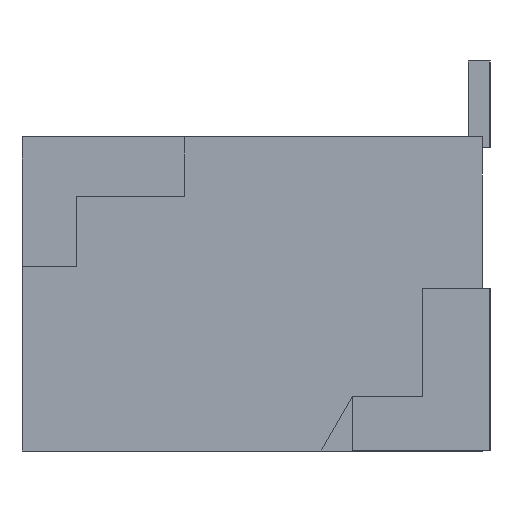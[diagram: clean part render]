
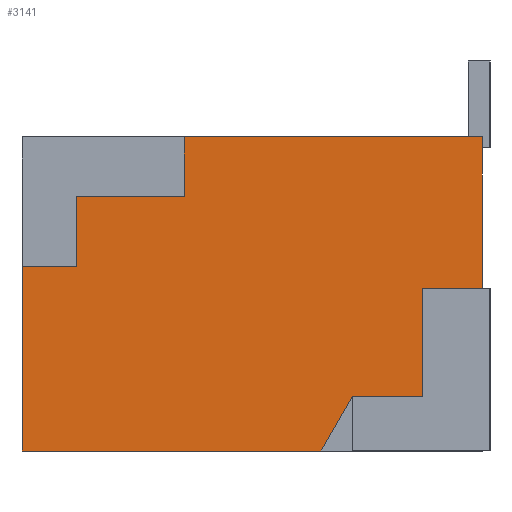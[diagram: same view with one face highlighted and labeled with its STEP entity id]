
A CAD part, left-side view. The second image highlights one B-rep face of the part: STEP entity #3141.
In plain terms, the highlighted planar face has unit normal (-1, 0, 0).
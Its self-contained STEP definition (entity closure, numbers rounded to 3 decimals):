
#36 = CARTESIAN_POINT ( 'NONE',  ( -7., 0.07, 0.05 ) ) ;
#49 = VERTEX_POINT ( 'NONE', #1325 ) ;
#81 = VERTEX_POINT ( 'NONE', #6440 ) ;
#85 = EDGE_LOOP ( 'NONE', ( #4803, #1756, #2161, #3799, #2457, #2130, #5937, #1570, #5991, #430, #4319, #2652 ) ) ;
#101 = DIRECTION ( 'NONE',  ( 0., 0., 1. ) ) ;
#105 = AXIS2_PLACEMENT_3D ( 'NONE', #4037, #6697, #951 ) ;
#168 = VECTOR ( 'NONE', #2858, 1000. ) ;
#173 = CARTESIAN_POINT ( 'NONE',  ( -7., 4.32, -1.45 ) ) ;
#192 = DIRECTION ( 'NONE',  ( 0., 1., 0. ) ) ;
#195 = DIRECTION ( 'NONE',  ( 0., 0., 1. ) ) ;
#377 = VECTOR ( 'NONE', #663, 1000. ) ;
#399 = CARTESIAN_POINT ( 'NONE',  ( -7., 4.32, -1.45 ) ) ;
#430 = ORIENTED_EDGE ( 'NONE', *, *, #5347, .T. ) ;
#550 = CARTESIAN_POINT ( 'NONE',  ( -7., 1.559, -1.45 ) ) ;
#599 = CARTESIAN_POINT ( 'NONE',  ( -7., 0.07, 1.45 ) ) ;
#614 = LINE ( 'NONE', #3087, #5021 ) ;
#663 = DIRECTION ( 'NONE',  ( 0., -0.5, 0.866 ) ) ;
#834 = VECTOR ( 'NONE', #2476, 1000. ) ;
#951 = DIRECTION ( 'NONE',  ( 0., 0., -1. ) ) ;
#1010 = VECTOR ( 'NONE', #101, 1000. ) ;
#1038 = VERTEX_POINT ( 'NONE', #5531 ) ;
#1075 = VECTOR ( 'NONE', #192, 1000. ) ;
#1325 = CARTESIAN_POINT ( 'NONE',  ( -7., 1.27, -0.95 ) ) ;
#1337 = CARTESIAN_POINT ( 'NONE',  ( -7., 0.07, 1.45 ) ) ;
#1408 = CARTESIAN_POINT ( 'NONE',  ( -7., 0.62, -0.95 ) ) ;
#1553 = PLANE ( 'NONE',  #105 ) ;
#1570 = ORIENTED_EDGE ( 'NONE', *, *, #6537, .T. ) ;
#1756 = ORIENTED_EDGE ( 'NONE', *, *, #6932, .T. ) ;
#1764 = VECTOR ( 'NONE', #3073, 1000. ) ;
#1817 = VERTEX_POINT ( 'NONE', #6211 ) ;
#1961 = DIRECTION ( 'NONE',  ( 0., 1., 0. ) ) ;
#2013 = DIRECTION ( 'NONE',  ( 0., 0., -1. ) ) ;
#2057 = VECTOR ( 'NONE', #2013, 1000. ) ;
#2130 = ORIENTED_EDGE ( 'NONE', *, *, #6137, .F. ) ;
#2161 = ORIENTED_EDGE ( 'NONE', *, *, #7288, .T. ) ;
#2457 = ORIENTED_EDGE ( 'NONE', *, *, #5952, .T. ) ;
#2458 = EDGE_CURVE ( 'NONE', #3268, #81, #614, .T. ) ;
#2476 = DIRECTION ( 'NONE',  ( 0., -1., 0. ) ) ;
#2505 = CARTESIAN_POINT ( 'NONE',  ( -7., 3.82, 0.9 ) ) ;
#2652 = ORIENTED_EDGE ( 'NONE', *, *, #7418, .T. ) ;
#2858 = DIRECTION ( 'NONE',  ( 0., -1., 0. ) ) ;
#2880 = LINE ( 'NONE', #5442, #4400 ) ;
#3073 = DIRECTION ( 'NONE',  ( 0., 0., 1. ) ) ;
#3087 = CARTESIAN_POINT ( 'NONE',  ( -7., 3.82, 0.25 ) ) ;
#3141 = ADVANCED_FACE ( 'NONE', ( #7330 ), #1553, .F. ) ;
#3147 = LINE ( 'NONE', #5717, #1010 ) ;
#3242 = LINE ( 'NONE', #5828, #1075 ) ;
#3247 = LINE ( 'NONE', #5832, #6731 ) ;
#3268 = VERTEX_POINT ( 'NONE', #2505 ) ;
#3518 = CARTESIAN_POINT ( 'NONE',  ( -7., 2.82, 0.9 ) ) ;
#3629 = CARTESIAN_POINT ( 'NONE',  ( -7., 2.82, 1.45 ) ) ;
#3757 = LINE ( 'NONE', #6361, #377 ) ;
#3781 = VERTEX_POINT ( 'NONE', #3629 ) ;
#3799 = ORIENTED_EDGE ( 'NONE', *, *, #6448, .T. ) ;
#3892 = DIRECTION ( 'NONE',  ( 0., -1., 0. ) ) ;
#4037 = CARTESIAN_POINT ( 'NONE',  ( -7., 4.32, 1.45 ) ) ;
#4319 = ORIENTED_EDGE ( 'NONE', *, *, #5089, .F. ) ;
#4400 = VECTOR ( 'NONE', #8031, 1000. ) ;
#4510 = CARTESIAN_POINT ( 'NONE',  ( -7., 0.62, 0.05 ) ) ;
#4594 = VERTEX_POINT ( 'NONE', #1337 ) ;
#4752 = VERTEX_POINT ( 'NONE', #173 ) ;
#4803 = ORIENTED_EDGE ( 'NONE', *, *, #5533, .T. ) ;
#5021 = VECTOR ( 'NONE', #5659, 1000. ) ;
#5089 = EDGE_CURVE ( 'NONE', #4752, #1038, #3247, .T. ) ;
#5102 = VERTEX_POINT ( 'NONE', #4510 ) ;
#5108 = LINE ( 'NONE', #7722, #6845 ) ;
#5335 = VECTOR ( 'NONE', #3892, 1000. ) ;
#5347 = EDGE_CURVE ( 'NONE', #81, #1038, #5108, .T. ) ;
#5442 = CARTESIAN_POINT ( 'NONE',  ( -7., 4.32, 1.45 ) ) ;
#5531 = CARTESIAN_POINT ( 'NONE',  ( -7., 4.32, 0.25 ) ) ;
#5533 = EDGE_CURVE ( 'NONE', #7998, #49, #3757, .T. ) ;
#5645 = LINE ( 'NONE', #36, #834 ) ;
#5659 = DIRECTION ( 'NONE',  ( 0., 0., -1. ) ) ;
#5717 = CARTESIAN_POINT ( 'NONE',  ( -7., 0.62, 0.05 ) ) ;
#5828 = CARTESIAN_POINT ( 'NONE',  ( -7., 3.82, 0.9 ) ) ;
#5832 = CARTESIAN_POINT ( 'NONE',  ( -7., 4.32, 1.45 ) ) ;
#5862 = VERTEX_POINT ( 'NONE', #3518 ) ;
#5937 = ORIENTED_EDGE ( 'NONE', *, *, #7072, .T. ) ;
#5952 = EDGE_CURVE ( 'NONE', #7485, #4594, #6292, .T. ) ;
#5991 = ORIENTED_EDGE ( 'NONE', *, *, #2458, .T. ) ;
#6072 = LINE ( 'NONE', #399, #168 ) ;
#6137 = EDGE_CURVE ( 'NONE', #3781, #4594, #2880, .T. ) ;
#6211 = CARTESIAN_POINT ( 'NONE',  ( -7., 0.62, -0.95 ) ) ;
#6292 = LINE ( 'NONE', #599, #1764 ) ;
#6361 = CARTESIAN_POINT ( 'NONE',  ( -7., 1.27, -0.95 ) ) ;
#6422 = LINE ( 'NONE', #7774, #2057 ) ;
#6440 = CARTESIAN_POINT ( 'NONE',  ( -7., 3.82, 0.25 ) ) ;
#6448 = EDGE_CURVE ( 'NONE', #5102, #7485, #5645, .T. ) ;
#6537 = EDGE_CURVE ( 'NONE', #5862, #3268, #3242, .T. ) ;
#6697 = DIRECTION ( 'NONE',  ( 1., 0., 0. ) ) ;
#6731 = VECTOR ( 'NONE', #195, 1000. ) ;
#6845 = VECTOR ( 'NONE', #1961, 1000. ) ;
#6875 = CARTESIAN_POINT ( 'NONE',  ( -7., 0.07, 0.05 ) ) ;
#6932 = EDGE_CURVE ( 'NONE', #49, #1817, #7164, .T. ) ;
#7072 = EDGE_CURVE ( 'NONE', #3781, #5862, #6422, .T. ) ;
#7164 = LINE ( 'NONE', #1408, #5335 ) ;
#7288 = EDGE_CURVE ( 'NONE', #1817, #5102, #3147, .T. ) ;
#7330 = FACE_OUTER_BOUND ( 'NONE', #85, .T. ) ;
#7418 = EDGE_CURVE ( 'NONE', #4752, #7998, #6072, .T. ) ;
#7485 = VERTEX_POINT ( 'NONE', #6875 ) ;
#7722 = CARTESIAN_POINT ( 'NONE',  ( -7., 4.32, 0.25 ) ) ;
#7774 = CARTESIAN_POINT ( 'NONE',  ( -7., 2.82, 0.9 ) ) ;
#7998 = VERTEX_POINT ( 'NONE', #550 ) ;
#8031 = DIRECTION ( 'NONE',  ( 0., -1., 0. ) ) ;
